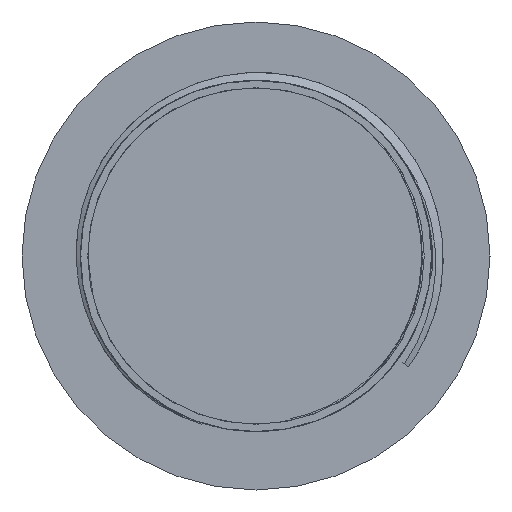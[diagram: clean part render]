
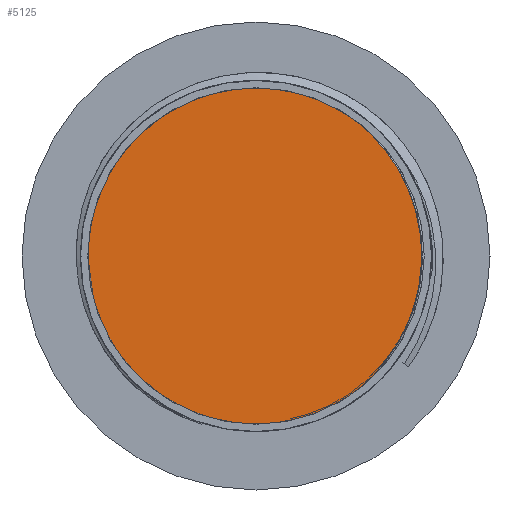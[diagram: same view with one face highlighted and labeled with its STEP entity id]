
A CAD part, left-side view. The second image highlights one B-rep face of the part: STEP entity #5125.
In plain terms, the highlighted planar face has unit normal (-1, 0, 0).
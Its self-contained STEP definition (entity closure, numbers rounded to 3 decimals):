
#1182=CARTESIAN_POINT('',(-8.9,-4.87,-2.947));
#1183=CARTESIAN_POINT('',(-8.9,-4.737,-3.179));
#1184=CARTESIAN_POINT('',(-8.9,-4.441,-3.621));
#1185=CARTESIAN_POINT('',(-8.9,-3.901,-4.224));
#1186=CARTESIAN_POINT('',(-8.9,-3.492,-4.568));
#1187=CARTESIAN_POINT('',(-8.9,-3.274,-4.727));
#1224=CARTESIAN_POINT('',(-8.9,0.,0.));
#1225=DIRECTION('',(-1.,0.,0.));
#1226=DIRECTION('',(0.,-0.569,0.822));
#1227=AXIS2_PLACEMENT_3D('',#1224,#1225,#1226);
#2245=CARTESIAN_POINT('',(-8.9,-4.87,2.947));
#2246=CARTESIAN_POINT('',(-8.9,-4.737,3.18));
#2247=CARTESIAN_POINT('',(-8.9,-4.44,3.622));
#2248=CARTESIAN_POINT('',(-8.9,-3.902,4.223));
#2249=CARTESIAN_POINT('',(-8.9,-3.492,4.568));
#2250=CARTESIAN_POINT('',(-8.9,-3.274,4.727));
#3272=CARTESIAN_POINT('',(-8.9,-4.87,2.947));
#3273=CARTESIAN_POINT('',(-8.9,-4.872,2.942));
#3274=CARTESIAN_POINT('',(-8.9,-4.877,2.934));
#3275=CARTESIAN_POINT('',(-8.9,-4.885,2.921));
#3276=CARTESIAN_POINT('',(-8.9,-4.892,2.908));
#3277=CARTESIAN_POINT('',(-8.9,-4.899,2.895));
#3278=CARTESIAN_POINT('',(-8.9,-4.906,2.883));
#3279=CARTESIAN_POINT('',(-8.9,-4.913,2.871));
#3280=CARTESIAN_POINT('',(-8.9,-4.92,2.858));
#3281=CARTESIAN_POINT('',(-8.9,-4.928,2.844));
#3282=CARTESIAN_POINT('',(-8.9,-4.937,2.828));
#3283=CARTESIAN_POINT('',(-8.9,-4.946,2.81));
#3284=CARTESIAN_POINT('',(-8.9,-4.955,2.793));
#3285=CARTESIAN_POINT('',(-8.9,-4.965,2.776));
#3286=CARTESIAN_POINT('',(-8.9,-4.973,2.76));
#3287=CARTESIAN_POINT('',(-8.9,-4.981,2.745));
#3288=CARTESIAN_POINT('',(-8.9,-4.988,2.731));
#3289=CARTESIAN_POINT('',(-8.9,-4.995,2.718));
#3290=CARTESIAN_POINT('',(-8.9,-5.002,2.705));
#3291=CARTESIAN_POINT('',(-8.9,-5.009,2.692));
#3292=CARTESIAN_POINT('',(-8.9,-5.016,2.677));
#3293=CARTESIAN_POINT('',(-8.9,-5.025,2.66));
#3294=CARTESIAN_POINT('',(-8.9,-5.034,2.643));
#3295=CARTESIAN_POINT('',(-8.9,-5.043,2.624));
#3296=CARTESIAN_POINT('',(-8.9,-5.053,2.604));
#3297=CARTESIAN_POINT('',(-8.9,-5.064,2.582));
#3298=CARTESIAN_POINT('',(-8.9,-5.075,2.559));
#3299=CARTESIAN_POINT('',(-8.9,-5.087,2.533));
#3300=CARTESIAN_POINT('',(-8.9,-5.101,2.505));
#3301=CARTESIAN_POINT('',(-8.9,-5.115,2.475));
#3302=CARTESIAN_POINT('',(-8.9,-5.13,2.442));
#3303=CARTESIAN_POINT('',(-8.9,-5.146,2.407));
#3304=CARTESIAN_POINT('',(-8.9,-5.163,2.369));
#3305=CARTESIAN_POINT('',(-8.9,-5.181,2.329));
#3306=CARTESIAN_POINT('',(-8.9,-5.198,2.288));
#3307=CARTESIAN_POINT('',(-8.9,-5.216,2.247));
#3308=CARTESIAN_POINT('',(-8.9,-5.233,2.205));
#3309=CARTESIAN_POINT('',(-8.9,-5.249,2.165));
#3310=CARTESIAN_POINT('',(-8.9,-5.265,2.126));
#3311=CARTESIAN_POINT('',(-8.9,-5.279,2.089));
#3312=CARTESIAN_POINT('',(-8.9,-5.292,2.056));
#3313=CARTESIAN_POINT('',(-8.9,-5.303,2.026));
#3314=CARTESIAN_POINT('',(-8.9,-5.312,2.));
#3315=CARTESIAN_POINT('',(-8.9,-5.321,1.975));
#3316=CARTESIAN_POINT('',(-8.9,-5.33,1.951));
#3317=CARTESIAN_POINT('',(-8.9,-5.339,1.926));
#3318=CARTESIAN_POINT('',(-8.9,-5.348,1.9));
#3319=CARTESIAN_POINT('',(-8.9,-5.358,1.87));
#3320=CARTESIAN_POINT('',(-8.9,-5.369,1.838));
#3321=CARTESIAN_POINT('',(-8.9,-5.38,1.804));
#3322=CARTESIAN_POINT('',(-8.9,-5.392,1.768));
#3323=CARTESIAN_POINT('',(-8.9,-5.404,1.728));
#3324=CARTESIAN_POINT('',(-8.9,-5.417,1.686));
#3325=CARTESIAN_POINT('',(-8.9,-5.431,1.639));
#3326=CARTESIAN_POINT('',(-8.9,-5.446,1.588));
#3327=CARTESIAN_POINT('',(-8.9,-5.461,1.533));
#3328=CARTESIAN_POINT('',(-8.9,-5.478,1.472));
#3329=CARTESIAN_POINT('',(-8.9,-5.494,1.406));
#3330=CARTESIAN_POINT('',(-8.9,-5.512,1.334));
#3331=CARTESIAN_POINT('',(-8.9,-5.53,1.256));
#3332=CARTESIAN_POINT('',(-8.9,-5.548,1.169));
#3333=CARTESIAN_POINT('',(-8.9,-5.567,1.073));
#3334=CARTESIAN_POINT('',(-8.9,-5.586,0.966));
#3335=CARTESIAN_POINT('',(-8.9,-5.605,0.846));
#3336=CARTESIAN_POINT('',(-8.9,-5.624,0.713));
#3337=CARTESIAN_POINT('',(-8.9,-5.64,0.568));
#3338=CARTESIAN_POINT('',(-8.9,-5.653,0.411));
#3339=CARTESIAN_POINT('',(-8.9,-5.663,0.243));
#3340=CARTESIAN_POINT('',(-8.9,-5.668,0.057));
#3341=CARTESIAN_POINT('',(-8.9,-5.666,-0.157));
#3342=CARTESIAN_POINT('',(-8.9,-5.655,-0.398));
#3343=CARTESIAN_POINT('',(-8.9,-5.633,-0.642));
#3344=CARTESIAN_POINT('',(-8.9,-5.603,-0.865));
#3345=CARTESIAN_POINT('',(-8.9,-5.569,-1.068));
#3346=CARTESIAN_POINT('',(-8.9,-5.531,-1.252));
#3347=CARTESIAN_POINT('',(-8.9,-5.492,-1.418));
#3348=CARTESIAN_POINT('',(-8.9,-5.452,-1.568));
#3349=CARTESIAN_POINT('',(-8.9,-5.412,-1.704));
#3350=CARTESIAN_POINT('',(-8.9,-5.373,-1.827));
#3351=CARTESIAN_POINT('',(-8.9,-5.334,-1.94));
#3352=CARTESIAN_POINT('',(-8.9,-5.297,-2.042));
#3353=CARTESIAN_POINT('',(-8.9,-5.26,-2.137));
#3354=CARTESIAN_POINT('',(-8.9,-5.225,-2.225));
#3355=CARTESIAN_POINT('',(-8.9,-5.19,-2.308));
#3356=CARTESIAN_POINT('',(-8.9,-5.156,-2.385));
#3357=CARTESIAN_POINT('',(-8.9,-5.124,-2.456));
#3358=CARTESIAN_POINT('',(-8.9,-5.093,-2.523));
#3359=CARTESIAN_POINT('',(-8.9,-5.063,-2.584));
#3360=CARTESIAN_POINT('',(-8.9,-5.035,-2.641));
#3361=CARTESIAN_POINT('',(-8.9,-5.008,-2.692));
#3362=CARTESIAN_POINT('',(-8.9,-4.984,-2.74));
#3363=CARTESIAN_POINT('',(-8.9,-4.961,-2.783));
#3364=CARTESIAN_POINT('',(-8.9,-4.939,-2.822));
#3365=CARTESIAN_POINT('',(-8.9,-4.92,-2.858));
#3366=CARTESIAN_POINT('',(-8.9,-4.902,-2.891));
#3367=CARTESIAN_POINT('',(-8.9,-4.885,-2.92));
#3368=CARTESIAN_POINT('',(-8.9,-4.875,-2.938));
#3369=CARTESIAN_POINT('',(-8.9,-4.87,-2.947));
#4192=VERTEX_POINT('',#1182);
#4193=VERTEX_POINT('',#1187);
#4195=VERTEX_POINT('',#3272);
#4196=VERTEX_POINT('',#2250);
#5111=CARTESIAN_POINT('',(-8.9,0.,0.));
#5112=DIRECTION('',(-1.,0.,0.));
#5113=DIRECTION('',(0.,-1.,0.));
#5114=AXIS2_PLACEMENT_3D('',#5111,#5112,#5113);
#5115=PLANE('',#5114);
#5116=ORIENTED_EDGE('',*,*,#5077,.T.);
#5118=ORIENTED_EDGE('',*,*,#5117,.F.);
#5120=ORIENTED_EDGE('',*,*,#5119,.F.);
#5122=ORIENTED_EDGE('',*,*,#5121,.T.);
#5123=EDGE_LOOP('',(#5116,#5118,#5120,#5122));
#5124=FACE_OUTER_BOUND('',#5123,.F.);
#1188=B_SPLINE_CURVE_WITH_KNOTS('',3,(#1182,#1183,#1184,#1185,#1186,#1187),
.UNSPECIFIED.,.F.,.F.,(4,1,1,4),(0.,0.333,0.667,1.),
.UNSPECIFIED.);
#1228=CIRCLE('',#1227,5.75);
#2251=B_SPLINE_CURVE_WITH_KNOTS('',3,(#2245,#2246,#2247,#2248,#2249,#2250),
.UNSPECIFIED.,.F.,.F.,(4,1,1,4),(0.,0.333,0.667,1.),
.UNSPECIFIED.);
#3370=B_SPLINE_CURVE_WITH_KNOTS('',3,(#3272,#3273,#3274,#3275,#3276,#3277,#3278,
#3279,#3280,#3281,#3282,#3283,#3284,#3285,#3286,#3287,#3288,#3289,#3290,#3291,
#3292,#3293,#3294,#3295,#3296,#3297,#3298,#3299,#3300,#3301,#3302,#3303,#3304,
#3305,#3306,#3307,#3308,#3309,#3310,#3311,#3312,#3313,#3314,#3315,#3316,#3317,
#3318,#3319,#3320,#3321,#3322,#3323,#3324,#3325,#3326,#3327,#3328,#3329,#3330,
#3331,#3332,#3333,#3334,#3335,#3336,#3337,#3338,#3339,#3340,#3341,#3342,#3343,
#3344,#3345,#3346,#3347,#3348,#3349,#3350,#3351,#3352,#3353,#3354,#3355,#3356,
#3357,#3358,#3359,#3360,#3361,#3362,#3363,#3364,#3365,#3366,#3367,#3368,#3369),
.UNSPECIFIED.,.F.,.F.,(4,1,1,1,1,1,1,1,1,1,1,1,1,1,1,1,1,1,1,1,1,1,1,1,1,1,1,1,
1,1,1,1,1,1,1,1,1,1,1,1,1,1,1,1,1,1,1,1,1,1,1,1,1,1,1,1,1,1,1,1,1,1,1,1,1,1,1,1,
1,1,1,1,1,1,1,1,1,1,1,1,1,1,1,1,1,1,1,1,1,1,1,1,1,1,1,4),(0.,
0.011,0.021,0.032,0.042,
0.053,0.063,0.074,0.084,
0.095,0.105,0.116,0.126,
0.137,0.147,0.158,0.168,
0.179,0.189,0.2,0.211,0.221,
0.232,0.242,0.253,0.263,
0.274,0.284,0.295,0.305,
0.316,0.326,0.337,0.347,
0.358,0.368,0.379,0.389,0.4,
0.411,0.421,0.432,0.442,
0.453,0.463,0.474,0.484,
0.495,0.505,0.516,0.526,
0.537,0.547,0.558,0.568,
0.579,0.589,0.6,0.611,0.621,
0.632,0.642,0.653,0.663,
0.674,0.684,0.695,0.705,
0.716,0.726,0.737,0.747,
0.758,0.768,0.779,0.789,0.8,
0.811,0.821,0.832,0.842,
0.853,0.863,0.874,0.884,
0.895,0.905,0.916,0.926,
0.937,0.947,0.958,0.968,
0.979,0.989,1.),.UNSPECIFIED.);
#5077=EDGE_CURVE('',#4192,#4193,#1188,.T.);
#5117=EDGE_CURVE('',#4196,#4193,#1228,.T.);
#5119=EDGE_CURVE('',#4195,#4196,#2251,.T.);
#5121=EDGE_CURVE('',#4195,#4192,#3370,.T.);
#5125=ADVANCED_FACE('',(#5124),#5115,.T.);
